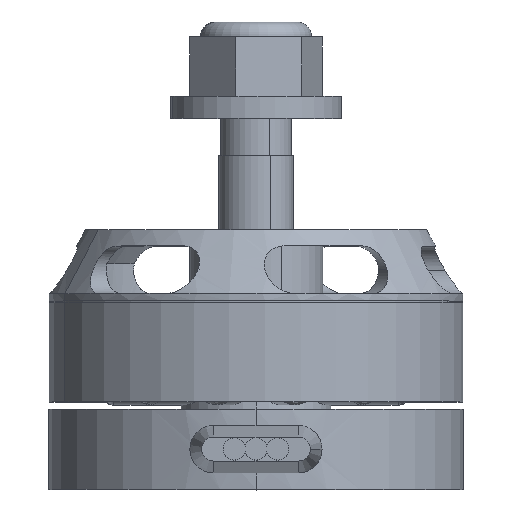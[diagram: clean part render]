
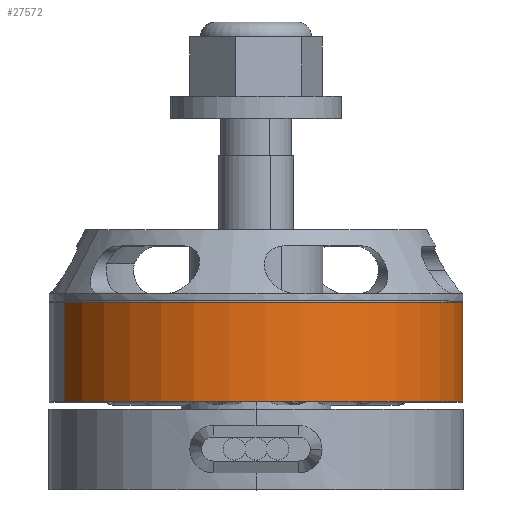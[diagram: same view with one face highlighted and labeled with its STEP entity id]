
A CAD part, top view. The second image highlights one B-rep face of the part: STEP entity #27572.
In plain terms, the highlighted cylindrical face has radius 13.95 mm (diameter 27.9 mm), a partial arc.
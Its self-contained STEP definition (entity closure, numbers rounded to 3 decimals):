
#165 = FACE_OUTER_BOUND ( 'NONE', #17978, .T. ) ;
#613 = LINE ( 'NONE', #5338, #23300 ) ;
#1593 = CARTESIAN_POINT ( 'NONE',  ( 0., -3.9, 0. ) ) ;
#3512 = CARTESIAN_POINT ( 'NONE',  ( -13.95, -10.6, 0. ) ) ;
#4534 = ORIENTED_EDGE ( 'NONE', *, *, #28369, .F. ) ;
#5284 = CARTESIAN_POINT ( 'NONE',  ( 13.95, -10.6, 0. ) ) ;
#5338 = CARTESIAN_POINT ( 'NONE',  ( 13.95, 0., 0. ) ) ;
#5682 = CARTESIAN_POINT ( 'NONE',  ( 13.95, -3.9, 0. ) ) ;
#5938 = DIRECTION ( 'NONE',  ( -1., 0., 0. ) ) ;
#7637 = VECTOR ( 'NONE', #27520, 1000. ) ;
#8655 = VERTEX_POINT ( 'NONE', #12115 ) ;
#9586 = CIRCLE ( 'NONE', #20419, 13.95 ) ;
#10842 = DIRECTION ( 'NONE',  ( 0., 1., 0. ) ) ;
#11453 = AXIS2_PLACEMENT_3D ( 'NONE', #18193, #10842, #16333 ) ;
#11586 = CIRCLE ( 'NONE', #16584, 13.95 ) ;
#12115 = CARTESIAN_POINT ( 'NONE',  ( -13.95, -3.9, 0. ) ) ;
#12575 = VERTEX_POINT ( 'NONE', #5284 ) ;
#12685 = VERTEX_POINT ( 'NONE', #3512 ) ;
#13216 = EDGE_CURVE ( 'NONE', #12685, #12575, #9586, .T. ) ;
#15752 = CARTESIAN_POINT ( 'NONE',  ( 0., -10.6, 0. ) ) ;
#16333 = DIRECTION ( 'NONE',  ( -1., 0., 0. ) ) ;
#16584 = AXIS2_PLACEMENT_3D ( 'NONE', #1593, #29747, #29846 ) ;
#17213 = ORIENTED_EDGE ( 'NONE', *, *, #13216, .T. ) ;
#17978 = EDGE_LOOP ( 'NONE', ( #17213, #21661, #25390, #4534 ) ) ;
#18193 = CARTESIAN_POINT ( 'NONE',  ( 0., 0., 0. ) ) ;
#20419 = AXIS2_PLACEMENT_3D ( 'NONE', #15752, #27418, #5938 ) ;
#21187 = VERTEX_POINT ( 'NONE', #5682 ) ;
#21661 = ORIENTED_EDGE ( 'NONE', *, *, #26318, .T. ) ;
#21982 = DIRECTION ( 'NONE',  ( 0., 1., 0. ) ) ;
#22556 = CARTESIAN_POINT ( 'NONE',  ( -13.95, 0., 0. ) ) ;
#23300 = VECTOR ( 'NONE', #21982, 1000. ) ;
#23424 = EDGE_CURVE ( 'NONE', #8655, #21187, #11586, .T. ) ;
#25390 = ORIENTED_EDGE ( 'NONE', *, *, #23424, .F. ) ;
#25797 = CYLINDRICAL_SURFACE ( 'NONE', #11453, 13.95 ) ;
#26318 = EDGE_CURVE ( 'NONE', #12575, #21187, #613, .T. ) ;
#27418 = DIRECTION ( 'NONE',  ( 0., 1., 0. ) ) ;
#27520 = DIRECTION ( 'NONE',  ( 0., 1., 0. ) ) ;
#27572 = ADVANCED_FACE ( 'NONE', ( #165 ), #25797, .T. ) ;
#27745 = LINE ( 'NONE', #22556, #7637 ) ;
#28369 = EDGE_CURVE ( 'NONE', #12685, #8655, #27745, .T. ) ;
#29747 = DIRECTION ( 'NONE',  ( 0., 1., 0. ) ) ;
#29846 = DIRECTION ( 'NONE',  ( 0., 0., 1. ) ) ;
